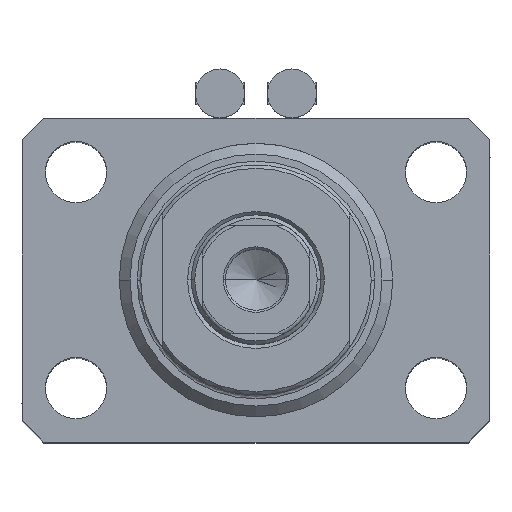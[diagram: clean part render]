
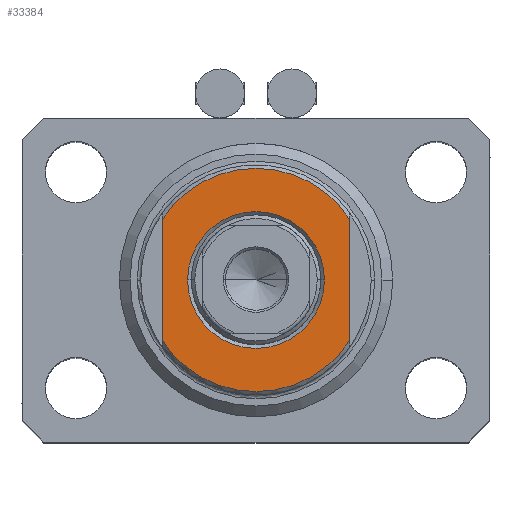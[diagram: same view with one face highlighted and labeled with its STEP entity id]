
A CAD part, top view. The second image highlights one B-rep face of the part: STEP entity #33384.
In plain terms, the highlighted face is planar.
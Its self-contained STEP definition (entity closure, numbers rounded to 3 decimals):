
#2372 = CARTESIAN_POINT ( 'NONE',  ( 0., 0., -6.5 ) ) ;
#3263 = DIRECTION ( 'NONE',  ( 0., 0., -1. ) ) ;
#3433 = CARTESIAN_POINT ( 'NONE',  ( 13., -43.081, -6.5 ) ) ;
#3733 = FACE_BOUND ( 'NONE', #39960, .T. ) ;
#4538 = DIRECTION ( 'NONE',  ( -1., 0., 0. ) ) ;
#5607 = AXIS2_PLACEMENT_3D ( 'NONE', #2372, #3263, #20077 ) ;
#5613 = VERTEX_POINT ( 'NONE', #14648 ) ;
#7131 = CIRCLE ( 'NONE', #18756, 15.5 ) ;
#7707 = DIRECTION ( 'NONE',  ( 0., 0., 1. ) ) ;
#8564 = EDGE_LOOP ( 'NONE', ( #38858, #42938, #37730, #34012 ) ) ;
#10607 = VECTOR ( 'NONE', #34759, 1000. ) ;
#11749 = VECTOR ( 'NONE', #31362, 1000. ) ;
#13694 = CARTESIAN_POINT ( 'NONE',  ( 0., 0., -6.5 ) ) ;
#13856 = ORIENTED_EDGE ( 'NONE', *, *, #35090, .T. ) ;
#14648 = CARTESIAN_POINT ( 'NONE',  ( -9.5, 0., -6.5 ) ) ;
#14761 = CARTESIAN_POINT ( 'NONE',  ( -13., -8.441, -6.5 ) ) ;
#16045 = CARTESIAN_POINT ( 'NONE',  ( 13., 8.441, -6.5 ) ) ;
#16543 = AXIS2_PLACEMENT_3D ( 'NONE', #35734, #35283, #42528 ) ;
#18064 = EDGE_CURVE ( 'NONE', #44767, #27970, #7131, .T. ) ;
#18275 = CIRCLE ( 'NONE', #24080, 9.5 ) ;
#18756 = AXIS2_PLACEMENT_3D ( 'NONE', #35643, #25437, #24980 ) ;
#19577 = CARTESIAN_POINT ( 'NONE',  ( 0., 0., -6.5 ) ) ;
#20077 = DIRECTION ( 'NONE',  ( -1., 0., 0. ) ) ;
#20905 = LINE ( 'NONE', #34312, #10607 ) ;
#21659 = PLANE ( 'NONE',  #16543 ) ;
#21929 = AXIS2_PLACEMENT_3D ( 'NONE', #13694, #7707, #4538 ) ;
#22105 = VERTEX_POINT ( 'NONE', #16045 ) ;
#23515 = EDGE_CURVE ( 'NONE', #5613, #31384, #18275, .T. ) ;
#23657 = EDGE_CURVE ( 'NONE', #22105, #44767, #38834, .T. ) ;
#24080 = AXIS2_PLACEMENT_3D ( 'NONE', #19577, #39786, #36389 ) ;
#24980 = DIRECTION ( 'NONE',  ( -1., 0., 0. ) ) ;
#25437 = DIRECTION ( 'NONE',  ( 0., 0., -1. ) ) ;
#26945 = CARTESIAN_POINT ( 'NONE',  ( 9.5, 0., -6.5 ) ) ;
#27970 = VERTEX_POINT ( 'NONE', #14761 ) ;
#28711 = ORIENTED_EDGE ( 'NONE', *, *, #23515, .T. ) ;
#31349 = CARTESIAN_POINT ( 'NONE',  ( 13., -8.441, -6.5 ) ) ;
#31362 = DIRECTION ( 'NONE',  ( 0., -1., 0. ) ) ;
#31384 = VERTEX_POINT ( 'NONE', #26945 ) ;
#33384 = ADVANCED_FACE ( 'NONE', ( #3733, #35057 ), #21659, .T. ) ;
#34012 = ORIENTED_EDGE ( 'NONE', *, *, #39693, .F. ) ;
#34312 = CARTESIAN_POINT ( 'NONE',  ( -13., -43.081, -6.5 ) ) ;
#34759 = DIRECTION ( 'NONE',  ( 0., -1., 0. ) ) ;
#35057 = FACE_OUTER_BOUND ( 'NONE', #8564, .T. ) ;
#35090 = EDGE_CURVE ( 'NONE', #31384, #5613, #41477, .T. ) ;
#35283 = DIRECTION ( 'NONE',  ( 0., 0., -1. ) ) ;
#35342 = CIRCLE ( 'NONE', #5607, 15.5 ) ;
#35643 = CARTESIAN_POINT ( 'NONE',  ( 0., 0., -6.5 ) ) ;
#35734 = CARTESIAN_POINT ( 'NONE',  ( 0., 0., -6.5 ) ) ;
#36389 = DIRECTION ( 'NONE',  ( -1., 0., 0. ) ) ;
#37730 = ORIENTED_EDGE ( 'NONE', *, *, #18064, .T. ) ;
#38733 = VERTEX_POINT ( 'NONE', #39541 ) ;
#38834 = LINE ( 'NONE', #3433, #11749 ) ;
#38858 = ORIENTED_EDGE ( 'NONE', *, *, #41333, .T. ) ;
#39541 = CARTESIAN_POINT ( 'NONE',  ( -13., 8.441, -6.5 ) ) ;
#39693 = EDGE_CURVE ( 'NONE', #38733, #27970, #20905, .T. ) ;
#39786 = DIRECTION ( 'NONE',  ( 0., 0., 1. ) ) ;
#39960 = EDGE_LOOP ( 'NONE', ( #28711, #13856 ) ) ;
#41333 = EDGE_CURVE ( 'NONE', #38733, #22105, #35342, .T. ) ;
#41477 = CIRCLE ( 'NONE', #21929, 9.5 ) ;
#42528 = DIRECTION ( 'NONE',  ( -1., 0., 0. ) ) ;
#42938 = ORIENTED_EDGE ( 'NONE', *, *, #23657, .T. ) ;
#44767 = VERTEX_POINT ( 'NONE', #31349 ) ;
